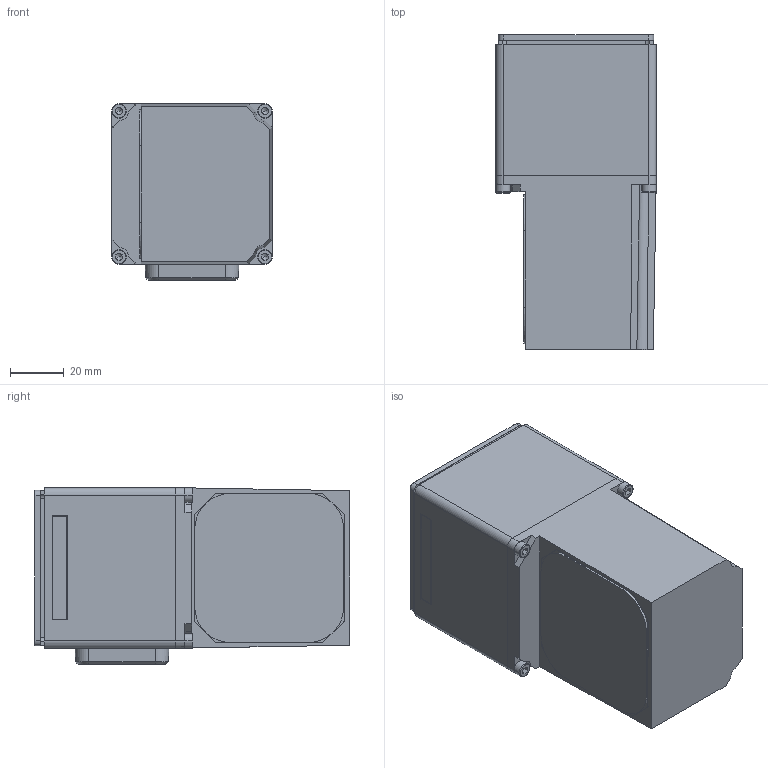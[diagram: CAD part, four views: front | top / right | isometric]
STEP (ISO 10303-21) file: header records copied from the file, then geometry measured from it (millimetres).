
FILE_DESCRIPTION((''),'2;1');
FILE_NAME('DDE0359_140431_ASM','2008-08-16T',('IndustrieHansa'),('Pepperl+Fuchs'),'PRO/ENGINEER BY PARAMETRIC TECHNOLOGY CORPORATION, 2006420','PRO/ENGINEER BY PARAMETRIC TECHNOLOGY CORPORATION, 2006420','');
FILE_SCHEMA(('AUTOMOTIVE_DESIGN_CC2 { 1 2 10303 214 -1 1 5 2 }'));
Length unit declared in the file: millimetre
Products named in the file (14): DDE0359_04BLN8; 04BJS8_ADAPTERPLATTE; DDE0359_04BLP3; DDE0359_COVER_INTF_GEN; ISO7046-1_M2X4; DDE0359_INTF_COVER_ASM; DDE0359_04BLP4; DDE0359_04BLN9; DDE0359_04BLP1; DM_04C2U5_SCHEIBE; ISO4762_M3X10; ISO7046-1_M3X8; ISO7046-1_M5X12; DDE0359_140431_ASM
Assembly tree (25 placements, depth 3):
  DDE0359_140431_ASM
    DDE0359_04BLN8
    04BJS8_ADAPTERPLATTE
    DDE0359_04BLP3
    DDE0359_INTF_COVER_ASM
      DDE0359_COVER_INTF_GEN
      ISO7046-1_M2X4  x4
    DDE0359_04BLP4
    DDE0359_04BLN9
    DDE0359_04BLP1
    DM_04C2U5_SCHEIBE
    ISO4762_M3X10  x4
    ISO7046-1_M3X8  x6
    ISO7046-1_M5X12  x2
Bounding box: 60 x 117.7 x 66 mm (x, y, z)
Volume: 375801.7 mm3; surface area: 68983 mm2
Topology: 24 solids, 24 shells, 800 faces, 1904 edges, 1316 vertices
Faces by surface type: bspline 800
Entity records: 24567 total; most frequent: CARTESIAN_POINT 9226, ORIENTED_EDGE 2312, DIRECTION 1927, PRESENTATION_STYLE_ASSIGNMENT 1318, STYLED_ITEM 1318, CURVE_STYLE 1305, EDGE_CURVE 1156, VECTOR 757
